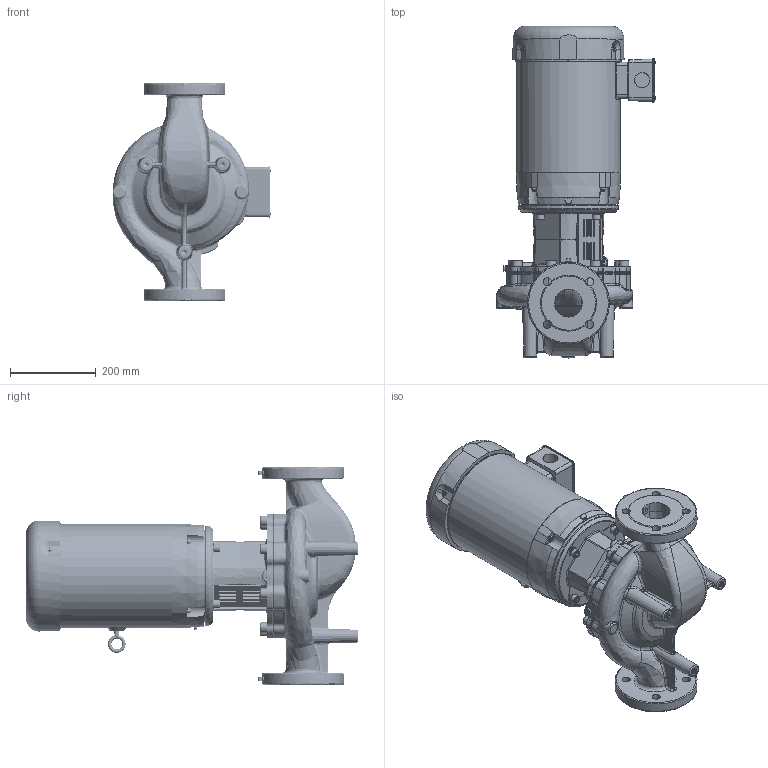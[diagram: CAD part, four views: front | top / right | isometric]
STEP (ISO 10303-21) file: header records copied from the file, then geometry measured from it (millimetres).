
FILE_DESCRIPTION(/* description */ (''),/* implementation_level */ '2;1');
FILE_NAME(/* name */ '2714543 - PUMP IL2.5 90_300-4-S1E 460V_3_60 TEFC_Shrinkwrap_1.stp',/* time_stamp */ '2022-03-24T10:33:55-05:00',/* author */ ('faliszekte'),/* organization */ (''),/* preprocessor_version */ 'ST-DEVELOPER v18.1',/* originating_system */ 'Autodesk Inventor 2021',/* authorisation */ '');
FILE_SCHEMA (('AUTOMOTIVE_DESIGN { 1 0 10303 214 3 1 1 }'));
Products named in the file (1): 2714543 - PUMP IL2.5 90_300-4-S1E 460V_3_60 TEFC_Shrinkwrap_1
Bounding box: 369.11 x 771.78 x 508 mm (x, y, z)
Surface area: 1287604 mm2 (no closed solid volume)
Topology: 0 solids, 43 shells, 3813 faces, 10418 edges, 6690 vertices
Faces by surface type: plane 1429, cylinder 1212, bspline 675, cone 355, sphere 76, torus 66
Full cylindrical faces by diameter (mm): 3.768 x1, 7.937 x4, 8.141 x10, 8.6 x2, 8.839 x4, 9 x8, 9.652 x1, 10.162 x60, 10.516 x3, 10.902 x30, 12.662 x1, 12.7 x60, 13.84 x2, 19 x8, 19.05 x4, 23.812 x8, 33 x1, 34.919 x1, 34.938 x1, 35.052 x1, 99.05 x1, 190.5 x2, 241.579 x1
Entity records: 202670 total; most frequent: CARTESIAN_POINT 107493, ORIENTED_EDGE 19610, DIRECTION 18025, EDGE_CURVE 10365, VERTEX_POINT 6690, AXIS2_PLACEMENT_3D 6644, LINE 4737, VECTOR 4737
